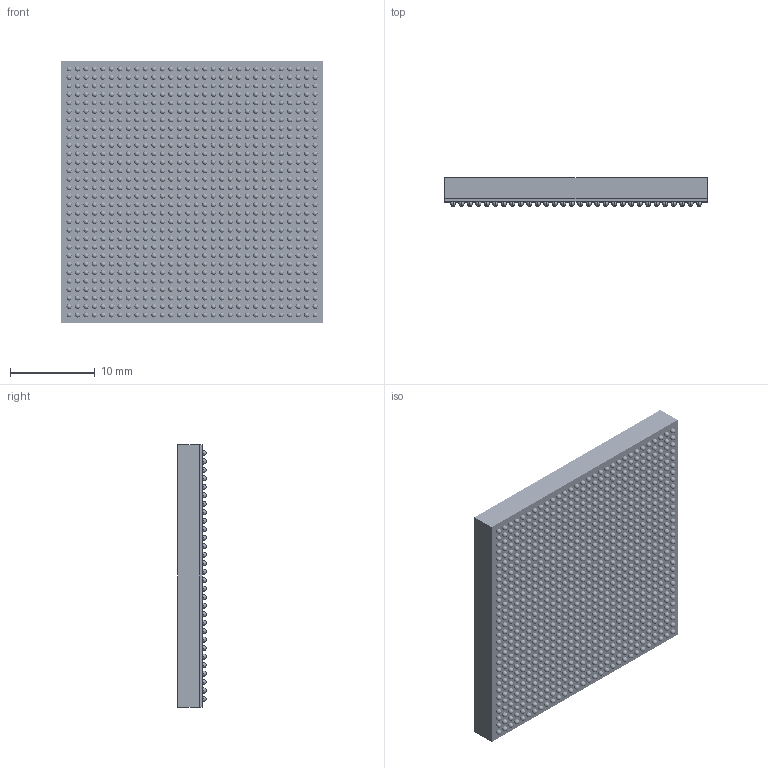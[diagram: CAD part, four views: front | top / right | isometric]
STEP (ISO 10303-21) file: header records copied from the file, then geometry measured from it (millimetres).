
FILE_DESCRIPTION (( 'STEP AP214' ), '1' );
FILE_NAME ( 'BGA900CP100_30X30_3100X3100X335B60.step', '2020-05-12T14:22:55', ( '' ), ( '' ), 'Part was generated with the free Library Expert Lite available at www.PCBLibraries.com. Removing line will violate the End User License Agreement.', '©2017 PCB Libraries, Inc.', '' );
FILE_SCHEMA (( 'AUTOMOTIVE_DESIGN' ));
Length unit declared in the file: millimetre
Products named in the file (1): BGA900CP100_30X30_3100X3100X335B60
Bounding box: 31 x 3.35 x 31 mm (x, y, z)
Volume: 2859.8 mm3; surface area: 5217.8 mm2
Topology: 902 solids, 902 shells, 1815 faces, 6330 edges, 4520 vertices
Faces by surface type: sphere 1800, plane 13, torus 2
Entity records: 49082 total; most frequent: DIRECTION 7268, CARTESIAN_POINT 5466, ORIENTED_EDGE 3660, AXIS2_PLACEMENT_3D 3622, STYLED_ITEM 2718, PRESENTATION_LAYER_ASSIGNMENT 2718, MECHANICAL_DESIGN_GEOMETRIC_PRESENTATION_REPRESENTATION 2718, EDGE_CURVE 1830
